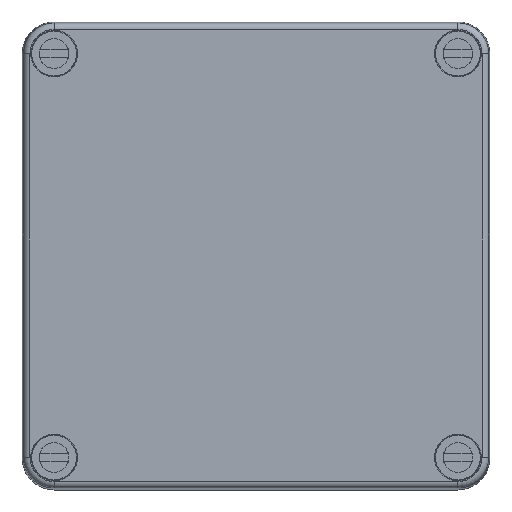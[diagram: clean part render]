
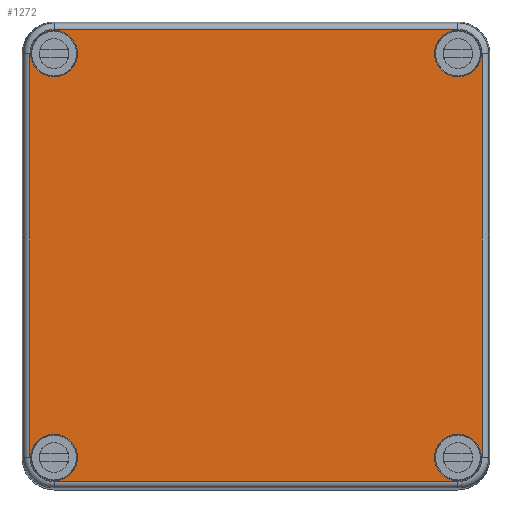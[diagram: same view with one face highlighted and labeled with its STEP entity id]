
A CAD part, top view. The second image highlights one B-rep face of the part: STEP entity #1272.
In plain terms, the highlighted planar face has unit normal (0, 0, 1).
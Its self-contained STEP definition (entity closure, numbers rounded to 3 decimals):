
#1272 = ADVANCED_FACE( '', ( #2784, #2785, #2786, #2787, #2788 ), #2789, .F. );
#2784 = FACE_BOUND( '', #4573, .T. );
#2785 = FACE_BOUND( '', #4574, .T. );
#2786 = FACE_BOUND( '', #4575, .T. );
#2787 = FACE_BOUND( '', #4576, .T. );
#2788 = FACE_OUTER_BOUND( '', #4577, .T. );
#2789 = PLANE( '', #4578 );
#4573 = EDGE_LOOP( '', ( #8071 ) );
#4574 = EDGE_LOOP( '', ( #8072 ) );
#4575 = EDGE_LOOP( '', ( #8073 ) );
#4576 = EDGE_LOOP( '', ( #8074 ) );
#4577 = EDGE_LOOP( '', ( #8075, #8076, #8077, #8078, #8079, #8080, #8081, #8082 ) );
#4578 = AXIS2_PLACEMENT_3D( '', #8083, #8084, #8085 );
#8071 = ORIENTED_EDGE( '', *, *, #11467, .F. );
#8072 = ORIENTED_EDGE( '', *, *, #11468, .F. );
#8073 = ORIENTED_EDGE( '', *, *, #11245, .F. );
#8074 = ORIENTED_EDGE( '', *, *, #11469, .F. );
#8075 = ORIENTED_EDGE( '', *, *, #11270, .T. );
#8076 = ORIENTED_EDGE( '', *, *, #10167, .F. );
#8077 = ORIENTED_EDGE( '', *, *, #10762, .T. );
#8078 = ORIENTED_EDGE( '', *, *, #11470, .T. );
#8079 = ORIENTED_EDGE( '', *, *, #10423, .F. );
#8080 = ORIENTED_EDGE( '', *, *, #11471, .T. );
#8081 = ORIENTED_EDGE( '', *, *, #11472, .F. );
#8082 = ORIENTED_EDGE( '', *, *, #11473, .F. );
#8083 = CARTESIAN_POINT( '', ( -53.173, 47.5, 39. ) );
#8084 = DIRECTION( '', ( 0., 0., -1. ) );
#8085 = DIRECTION( '', ( -1., 0., 0. ) );
#10167 = EDGE_CURVE( '', #12051, #12046, #12053, .T. );
#10423 = EDGE_CURVE( '', #12507, #12509, #12510, .T. );
#10762 = EDGE_CURVE( '', #12051, #13078, #13079, .T. );
#11245 = EDGE_CURVE( '', #13795, #13795, #13796, .T. );
#11270 = EDGE_CURVE( '', #13829, #12046, #13830, .T. );
#11467 = EDGE_CURVE( '', #14100, #14100, #14101, .T. );
#11468 = EDGE_CURVE( '', #14102, #14102, #14103, .T. );
#11469 = EDGE_CURVE( '', #14104, #14104, #14105, .T. );
#11470 = EDGE_CURVE( '', #13078, #12509, #14106, .T. );
#11471 = EDGE_CURVE( '', #12507, #14107, #14108, .T. );
#11472 = EDGE_CURVE( '', #14109, #14107, #14110, .T. );
#11473 = EDGE_CURVE( '', #13829, #14109, #14111, .T. );
#12046 = VERTEX_POINT( '', #14801 );
#12051 = VERTEX_POINT( '', #14807 );
#12053 = LINE( '', #14809, #14810 );
#12507 = VERTEX_POINT( '', #15403 );
#12509 = VERTEX_POINT( '', #15405 );
#12510 = CIRCLE( '', #15406, 5.673 );
#13078 = VERTEX_POINT( '', #16161 );
#13079 = CIRCLE( '', #16162, 5.673 );
#13795 = VERTEX_POINT( '', #17162 );
#13796 = CIRCLE( '', #17163, 5.5 );
#13829 = VERTEX_POINT( '', #17202 );
#13830 = CIRCLE( '', #17203, 5.673 );
#14100 = VERTEX_POINT( '', #17610 );
#14101 = CIRCLE( '', #17611, 5.5 );
#14102 = VERTEX_POINT( '', #17612 );
#14103 = CIRCLE( '', #17613, 5.5 );
#14104 = VERTEX_POINT( '', #17614 );
#14105 = CIRCLE( '', #17615, 5.5 );
#14106 = LINE( '', #17616, #17617 );
#14107 = VERTEX_POINT( '', #17618 );
#14108 = LINE( '', #17619, #17620 );
#14109 = VERTEX_POINT( '', #17621 );
#14110 = CIRCLE( '', #17622, 5.673 );
#14111 = LINE( '', #17623, #17624 );
#14801 = CARTESIAN_POINT( '', ( 53.173, -47.5, 39. ) );
#14807 = CARTESIAN_POINT( '', ( 53.173, 47.5, 39. ) );
#14809 = CARTESIAN_POINT( '', ( 53.173, 47.5, 39. ) );
#14810 = VECTOR( '', #18390, 1000. );
#15403 = CARTESIAN_POINT( '', ( -53.173, 47.5, 39. ) );
#15405 = CARTESIAN_POINT( '', ( -47.5, 53.173, 39. ) );
#15406 = AXIS2_PLACEMENT_3D( '', #18752, #18753, #18754 );
#16161 = CARTESIAN_POINT( '', ( 47.5, 53.173, 39. ) );
#16162 = AXIS2_PLACEMENT_3D( '', #19242, #19243, #19244 );
#17162 = CARTESIAN_POINT( '', ( -42., 47.5, 39. ) );
#17163 = AXIS2_PLACEMENT_3D( '', #19833, #19834, #19835 );
#17202 = CARTESIAN_POINT( '', ( 47.5, -53.173, 39. ) );
#17203 = AXIS2_PLACEMENT_3D( '', #19875, #19876, #19877 );
#17610 = CARTESIAN_POINT( '', ( -42., -47.5, 39. ) );
#17611 = AXIS2_PLACEMENT_3D( '', #20106, #20107, #20108 );
#17612 = CARTESIAN_POINT( '', ( 53., -47.5, 39. ) );
#17613 = AXIS2_PLACEMENT_3D( '', #20109, #20110, #20111 );
#17614 = CARTESIAN_POINT( '', ( 53., 47.5, 39. ) );
#17615 = AXIS2_PLACEMENT_3D( '', #20112, #20113, #20114 );
#17616 = CARTESIAN_POINT( '', ( 47.5, 53.173, 39. ) );
#17617 = VECTOR( '', #20115, 1000. );
#17618 = CARTESIAN_POINT( '', ( -53.173, -47.5, 39. ) );
#17619 = CARTESIAN_POINT( '', ( -53.173, 47.5, 39. ) );
#17620 = VECTOR( '', #20116, 1000. );
#17621 = CARTESIAN_POINT( '', ( -47.5, -53.173, 39. ) );
#17622 = AXIS2_PLACEMENT_3D( '', #20117, #20118, #20119 );
#17623 = CARTESIAN_POINT( '', ( 47.5, -53.173, 39. ) );
#17624 = VECTOR( '', #20120, 1000. );
#18390 = DIRECTION( '', ( 0., -1., 0. ) );
#18752 = CARTESIAN_POINT( '', ( -47.5, 47.5, 39. ) );
#18753 = DIRECTION( '', ( 0., 0., -1. ) );
#18754 = DIRECTION( '', ( -1., 0., 0. ) );
#19242 = CARTESIAN_POINT( '', ( 47.5, 47.5, 39. ) );
#19243 = DIRECTION( '', ( 0., 0., 1. ) );
#19244 = DIRECTION( '', ( 1., 0., 0. ) );
#19833 = CARTESIAN_POINT( '', ( -47.5, 47.5, 39. ) );
#19834 = DIRECTION( '', ( 0., 0., 1. ) );
#19835 = DIRECTION( '', ( 1., 0., 0. ) );
#19875 = CARTESIAN_POINT( '', ( 47.5, -47.5, 39. ) );
#19876 = DIRECTION( '', ( 0., 0., 1. ) );
#19877 = DIRECTION( '', ( 1., 0., 0. ) );
#20106 = CARTESIAN_POINT( '', ( -47.5, -47.5, 39. ) );
#20107 = DIRECTION( '', ( 0., 0., 1. ) );
#20108 = DIRECTION( '', ( 1., 0., 0. ) );
#20109 = CARTESIAN_POINT( '', ( 47.5, -47.5, 39. ) );
#20110 = DIRECTION( '', ( 0., 0., 1. ) );
#20111 = DIRECTION( '', ( 1., 0., 0. ) );
#20112 = CARTESIAN_POINT( '', ( 47.5, 47.5, 39. ) );
#20113 = DIRECTION( '', ( 0., 0., 1. ) );
#20114 = DIRECTION( '', ( 1., 0., 0. ) );
#20115 = DIRECTION( '', ( -1., 0., 0. ) );
#20116 = DIRECTION( '', ( 0., -1., 0. ) );
#20117 = CARTESIAN_POINT( '', ( -47.5, -47.5, 39. ) );
#20118 = DIRECTION( '', ( 0., 0., -1. ) );
#20119 = DIRECTION( '', ( -1., 0., 0. ) );
#20120 = DIRECTION( '', ( -1., 0., 0. ) );
